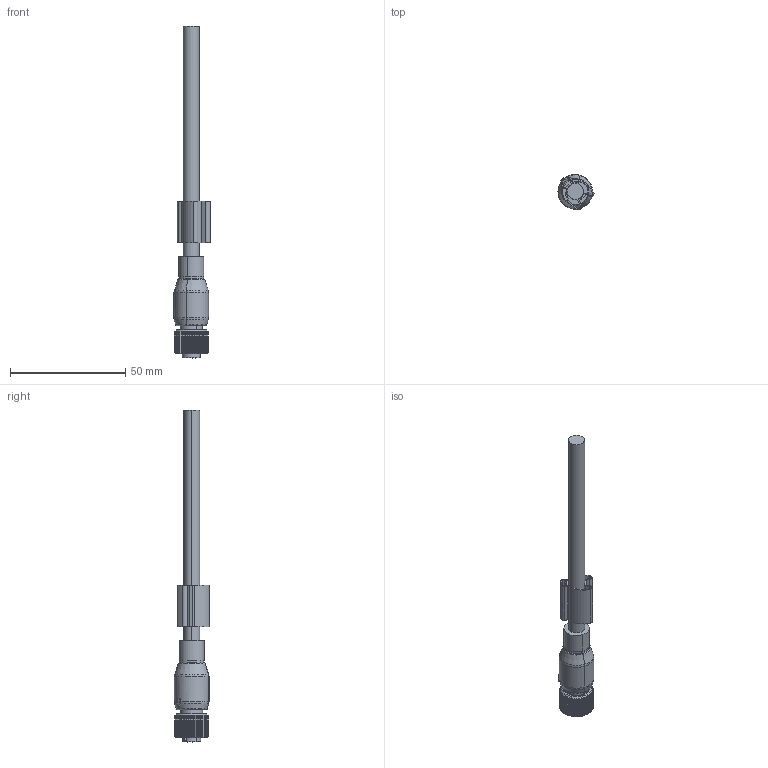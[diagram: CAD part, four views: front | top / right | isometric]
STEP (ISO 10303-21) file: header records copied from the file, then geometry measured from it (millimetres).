
FILE_DESCRIPTION(('CATIA V5 STEP Exchange','CAx-IF Rec.Pracs.--- Model Styling and Organization---1.5--- 2016-08-15','CAx-IF Rec.Pracs.---Supplemental Geometry---1.0---2011-11-01','CAx-IF Rec.Pracs.--- Composite Materials ---1.1---2010-07-15'),'2;1');
FILE_NAME ('296846-2_0', '2025-07-08T05:50:13+00:00', ('none'), ('Weidmueller'), 'CATIA Version 5-6 Release 2022 SP4 HF5', 'CATIA V5 STEP AP214 v3', 'none');
FILE_SCHEMA(('AUTOMOTIVE_DESIGN { 1 0 10303 214 1 1 1 1 }'));
Length unit declared in the file: millimetre
Products named in the file (1): 1964690000
Bounding box: 15.64 x 15.21 x 144 mm (x, y, z)
Volume: 10097.8 mm3; surface area: 8200.4 mm2
Topology: 1 solids, 12 shells, 852 faces, 2289 edges, 1470 vertices
Faces by surface type: cylinder 344, plane 311, cone 110, torus 50, bspline 26, revolution 11
Entity records: 27562 total; most frequent: CARTESIAN_POINT 8290, ORIENTED_EDGE 4538, DIRECTION 2758, EDGE_CURVE 2269, VERTEX_POINT 1470, AXIS2_PLACEMENT_3D 1325, EDGE_LOOP 913, VECTOR 875
